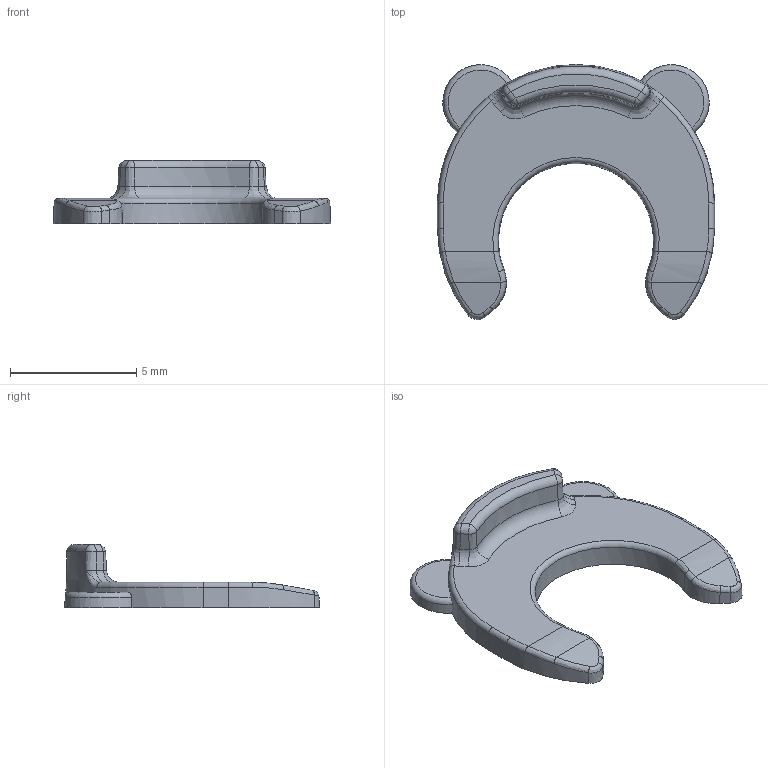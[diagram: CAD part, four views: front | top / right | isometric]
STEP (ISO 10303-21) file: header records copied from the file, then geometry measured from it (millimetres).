
FILE_DESCRIPTION(/* description */ (''),/* implementation_level */ '2;1');
FILE_NAME(/* name */ 'clamp_fixer.stp',/* time_stamp */ '2016-05-31T18:16:33+09:00',/* author */ ('admin'),/* organization */ (''),/* preprocessor_version */ 'ST-DEVELOPER v15.2',/* originating_system */ 'Autodesk Inventor 2014',/* authorisation */ '');
FILE_SCHEMA (('AUTOMOTIVE_DESIGN { 1 0 10303 214 3 1 1 }'));
Length unit declared in the file: millimetre
Products named in the file (1): clamp_fixer
Bounding box: 11 x 10.12 x 2.5 mm (x, y, z)
Volume: 72.8 mm3; surface area: 194.2 mm2
Topology: 1 solids, 1 shells, 70 faces, 164 edges, 94 vertices
Faces by surface type: bspline 26, plane 13, torus 10, cylinder 10, cone 7, sphere 4
Entity records: 2665 total; most frequent: CARTESIAN_POINT 1217, ORIENTED_EDGE 324, DIRECTION 258, EDGE_CURVE 162, AXIS2_PLACEMENT_3D 115, VERTEX_POINT 94, FACE_OUTER_BOUND 70, EDGE_LOOP 70
